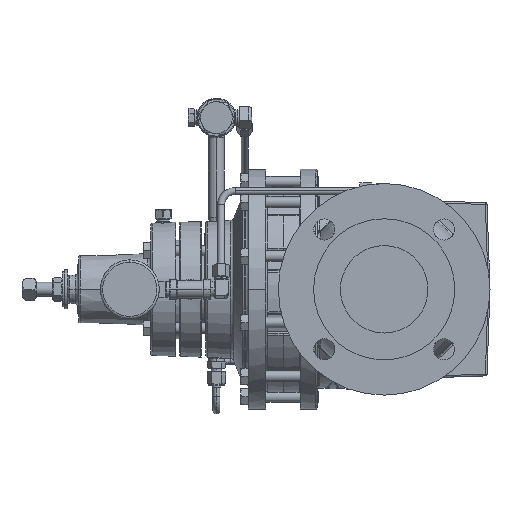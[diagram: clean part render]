
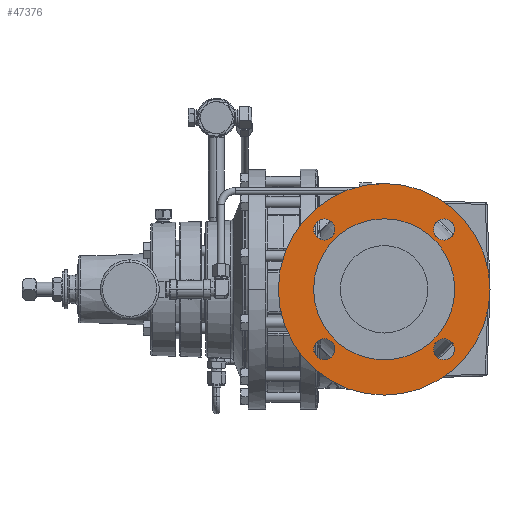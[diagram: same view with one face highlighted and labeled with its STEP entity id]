
A CAD part, left-side view. The second image highlights one B-rep face of the part: STEP entity #47376.
In plain terms, the highlighted planar face has unit normal (-1, 0, 0).
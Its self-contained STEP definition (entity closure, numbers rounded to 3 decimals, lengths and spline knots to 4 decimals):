
#98 = ORIENTED_EDGE ( 'NONE', *, *, #125274, .T. ) ;
#630 = AXIS2_PLACEMENT_3D ( 'NONE', #45221, #36745, #105740 ) ;
#1060 = DIRECTION ( 'NONE',  ( 0., 0., 1. ) ) ;
#2212 = EDGE_LOOP ( 'NONE', ( #101013, #68139 ) ) ;
#2775 = CARTESIAN_POINT ( 'NONE',  ( -6.0315, 0., -2.5 ) ) ;
#4058 = DIRECTION ( 'NONE',  ( 0., 0., 1. ) ) ;
#4497 = DIRECTION ( 'NONE',  ( 1., 0., 0. ) ) ;
#4643 = CARTESIAN_POINT ( 'NONE',  ( -6.0315, -2.1213, 2.1213 ) ) ;
#7157 = EDGE_CURVE ( 'NONE', #67768, #14727, #59415, .T. ) ;
#7368 = VERTEX_POINT ( 'NONE', #78170 ) ;
#8447 = CIRCLE ( 'NONE', #63362, 0.375 ) ;
#8956 = CARTESIAN_POINT ( 'NONE',  ( -6.0315, 2.1213, -2.4963 ) ) ;
#9414 = EDGE_CURVE ( 'NONE', #52169, #95205, #19895, .T. ) ;
#11375 = EDGE_CURVE ( 'NONE', #105320, #47134, #51748, .T. ) ;
#14727 = VERTEX_POINT ( 'NONE', #128882 ) ;
#14914 = EDGE_CURVE ( 'NONE', #47134, #105320, #8447, .T. ) ;
#15535 = CARTESIAN_POINT ( 'NONE',  ( -6.0315, 0., 0. ) ) ;
#16872 = ORIENTED_EDGE ( 'NONE', *, *, #100686, .T. ) ;
#16920 = CARTESIAN_POINT ( 'NONE',  ( -6.0315, 0., 0. ) ) ;
#19264 = DIRECTION ( 'NONE',  ( 0., 0., 1. ) ) ;
#19895 = CIRCLE ( 'NONE', #630, 3.75 ) ;
#22466 = DIRECTION ( 'NONE',  ( 1., 0., 0. ) ) ;
#22681 = AXIS2_PLACEMENT_3D ( 'NONE', #4643, #73263, #84788 ) ;
#24874 = VERTEX_POINT ( 'NONE', #2775 ) ;
#26548 = FACE_OUTER_BOUND ( 'NONE', #46105, .T. ) ;
#27094 = DIRECTION ( 'NONE',  ( 0., 0., 1. ) ) ;
#27288 = VERTEX_POINT ( 'NONE', #40538 ) ;
#27887 = CARTESIAN_POINT ( 'NONE',  ( -6.0315, -2.1213, 2.1213 ) ) ;
#28465 = DIRECTION ( 'NONE',  ( 0., 0., 1. ) ) ;
#29940 = ORIENTED_EDGE ( 'NONE', *, *, #9414, .T. ) ;
#30790 = DIRECTION ( 'NONE',  ( 1., 0., 0. ) ) ;
#31722 = CARTESIAN_POINT ( 'NONE',  ( -6.0315, -2.1213, 1.7463 ) ) ;
#32304 = EDGE_CURVE ( 'NONE', #107420, #92746, #33762, .T. ) ;
#33762 = CIRCLE ( 'NONE', #81713, 0.375 ) ;
#35034 = AXIS2_PLACEMENT_3D ( 'NONE', #15535, #95587, #27094 ) ;
#36745 = DIRECTION ( 'NONE',  ( -1., 0., 0. ) ) ;
#36809 = AXIS2_PLACEMENT_3D ( 'NONE', #90959, #22466, #102518 ) ;
#38979 = DIRECTION ( 'NONE',  ( 0., 0., 1. ) ) ;
#39391 = DIRECTION ( 'NONE',  ( 0., 0., 1. ) ) ;
#40538 = CARTESIAN_POINT ( 'NONE',  ( -6.0315, -2.1213, -1.7463 ) ) ;
#41555 = EDGE_CURVE ( 'NONE', #24874, #7368, #126905, .T. ) ;
#42279 = CARTESIAN_POINT ( 'NONE',  ( -6.0315, 3.75, 0. ) ) ;
#44806 = CIRCLE ( 'NONE', #88595, 0.375 ) ;
#45221 = CARTESIAN_POINT ( 'NONE',  ( -6.0315, 0., 0. ) ) ;
#45751 = CARTESIAN_POINT ( 'NONE',  ( -6.0315, 0., 0. ) ) ;
#45932 = DIRECTION ( 'NONE',  ( 0., 0., 1. ) ) ;
#46105 = EDGE_LOOP ( 'NONE', ( #70285, #29940 ) ) ;
#47134 = VERTEX_POINT ( 'NONE', #8956 ) ;
#47254 = DIRECTION ( 'NONE',  ( 1., 0., 0. ) ) ;
#47376 = ADVANCED_FACE ( 'NONE', ( #87368, #90940, #117897, #60473, #56841, #26548 ), #130630, .T. ) ;
#48237 = EDGE_LOOP ( 'NONE', ( #49463, #53530 ) ) ;
#49463 = ORIENTED_EDGE ( 'NONE', *, *, #32304, .T. ) ;
#51748 = CIRCLE ( 'NONE', #135165, 0.375 ) ;
#52169 = VERTEX_POINT ( 'NONE', #135236 ) ;
#53530 = ORIENTED_EDGE ( 'NONE', *, *, #118478, .T. ) ;
#55760 = DIRECTION ( 'NONE',  ( 1., 0., 0. ) ) ;
#56464 = CARTESIAN_POINT ( 'NONE',  ( -6.0315, 2.1213, 1.7463 ) ) ;
#56725 = EDGE_CURVE ( 'NONE', #73391, #27288, #44806, .T. ) ;
#56804 = DIRECTION ( 'NONE',  ( 1., 0., 0. ) ) ;
#56841 = FACE_BOUND ( 'NONE', #2212, .T. ) ;
#57192 = AXIS2_PLACEMENT_3D ( 'NONE', #124528, #55760, #135979 ) ;
#59415 = CIRCLE ( 'NONE', #22681, 0.375 ) ;
#60473 = FACE_BOUND ( 'NONE', #138466, .T. ) ;
#63362 = AXIS2_PLACEMENT_3D ( 'NONE', #147868, #47254, #1060 ) ;
#67768 = VERTEX_POINT ( 'NONE', #31722 ) ;
#68139 = ORIENTED_EDGE ( 'NONE', *, *, #41555, .F. ) ;
#70285 = ORIENTED_EDGE ( 'NONE', *, *, #129049, .T. ) ;
#71182 = DIRECTION ( 'NONE',  ( -1., 0., 0. ) ) ;
#73097 = DIRECTION ( 'NONE',  ( 0., 0., 1. ) ) ;
#73263 = DIRECTION ( 'NONE',  ( 1., 0., 0. ) ) ;
#73391 = VERTEX_POINT ( 'NONE', #83857 ) ;
#78170 = CARTESIAN_POINT ( 'NONE',  ( -6.0315, 0., 2.5 ) ) ;
#81713 = AXIS2_PLACEMENT_3D ( 'NONE', #99021, #56804, #4058 ) ;
#83857 = CARTESIAN_POINT ( 'NONE',  ( -6.0315, -2.1213, -2.4963 ) ) ;
#84644 = CARTESIAN_POINT ( 'NONE',  ( -6.0315, 2.1213, -2.1213 ) ) ;
#84788 = DIRECTION ( 'NONE',  ( 0., 0., 1. ) ) ;
#84962 = CARTESIAN_POINT ( 'NONE',  ( -6.0315, 0., 0. ) ) ;
#87368 = FACE_BOUND ( 'NONE', #94956, .T. ) ;
#88595 = AXIS2_PLACEMENT_3D ( 'NONE', #110860, #30790, #19264 ) ;
#90940 = FACE_BOUND ( 'NONE', #125277, .T. ) ;
#90959 = CARTESIAN_POINT ( 'NONE',  ( -6.0315, 2.1213, 2.1213 ) ) ;
#92440 = CARTESIAN_POINT ( 'NONE',  ( -6.0315, 2.1213, -1.7463 ) ) ;
#92746 = VERTEX_POINT ( 'NONE', #56464 ) ;
#94921 = AXIS2_PLACEMENT_3D ( 'NONE', #45751, #71182, #45932 ) ;
#94956 = EDGE_LOOP ( 'NONE', ( #98, #104435 ) ) ;
#95205 = VERTEX_POINT ( 'NONE', #42279 ) ;
#95587 = DIRECTION ( 'NONE',  ( -1., 0., 0. ) ) ;
#96658 = CIRCLE ( 'NONE', #57192, 0.375 ) ;
#96835 = ORIENTED_EDGE ( 'NONE', *, *, #11375, .T. ) ;
#96983 = DIRECTION ( 'NONE',  ( -1., 0., 0. ) ) ;
#99021 = CARTESIAN_POINT ( 'NONE',  ( -6.0315, 2.1213, 2.1213 ) ) ;
#100686 = EDGE_CURVE ( 'NONE', #14727, #67768, #109259, .T. ) ;
#101013 = ORIENTED_EDGE ( 'NONE', *, *, #120908, .F. ) ;
#102197 = CIRCLE ( 'NONE', #134282, 3.75 ) ;
#102518 = DIRECTION ( 'NONE',  ( 0., 0., 1. ) ) ;
#104435 = ORIENTED_EDGE ( 'NONE', *, *, #56725, .T. ) ;
#105320 = VERTEX_POINT ( 'NONE', #92440 ) ;
#105740 = DIRECTION ( 'NONE',  ( 0., 0., 1. ) ) ;
#107420 = VERTEX_POINT ( 'NONE', #135013 ) ;
#107930 = DIRECTION ( 'NONE',  ( 1., 0., 0. ) ) ;
#108375 = ORIENTED_EDGE ( 'NONE', *, *, #7157, .T. ) ;
#109259 = CIRCLE ( 'NONE', #131836, 0.375 ) ;
#110860 = CARTESIAN_POINT ( 'NONE',  ( -6.0315, -2.1213, -2.1213 ) ) ;
#113720 = ORIENTED_EDGE ( 'NONE', *, *, #14914, .T. ) ;
#117897 = FACE_BOUND ( 'NONE', #48237, .T. ) ;
#118367 = CIRCLE ( 'NONE', #35034, 2.5 ) ;
#118478 = EDGE_CURVE ( 'NONE', #92746, #107420, #142094, .T. ) ;
#119102 = DIRECTION ( 'NONE',  ( -1., 0., 0. ) ) ;
#120908 = EDGE_CURVE ( 'NONE', #7368, #24874, #118367, .T. ) ;
#124528 = CARTESIAN_POINT ( 'NONE',  ( -6.0315, -2.1213, -2.1213 ) ) ;
#125274 = EDGE_CURVE ( 'NONE', #27288, #73391, #96658, .T. ) ;
#125277 = EDGE_LOOP ( 'NONE', ( #16872, #108375 ) ) ;
#126905 = CIRCLE ( 'NONE', #94921, 2.5 ) ;
#128882 = CARTESIAN_POINT ( 'NONE',  ( -6.0315, -2.1213, 2.4963 ) ) ;
#129049 = EDGE_CURVE ( 'NONE', #95205, #52169, #102197, .T. ) ;
#130630 = PLANE ( 'NONE',  #134905 ) ;
#131836 = AXIS2_PLACEMENT_3D ( 'NONE', #27887, #107930, #39391 ) ;
#134282 = AXIS2_PLACEMENT_3D ( 'NONE', #16920, #96983, #28465 ) ;
#134905 = AXIS2_PLACEMENT_3D ( 'NONE', #84962, #119102, #38979 ) ;
#135013 = CARTESIAN_POINT ( 'NONE',  ( -6.0315, 2.1213, 2.4963 ) ) ;
#135165 = AXIS2_PLACEMENT_3D ( 'NONE', #84644, #4497, #73097 ) ;
#135236 = CARTESIAN_POINT ( 'NONE',  ( -6.0315, -3.75, 0. ) ) ;
#135979 = DIRECTION ( 'NONE',  ( 0., 0., 1. ) ) ;
#138466 = EDGE_LOOP ( 'NONE', ( #96835, #113720 ) ) ;
#142094 = CIRCLE ( 'NONE', #36809, 0.375 ) ;
#147868 = CARTESIAN_POINT ( 'NONE',  ( -6.0315, 2.1213, -2.1213 ) ) ;
